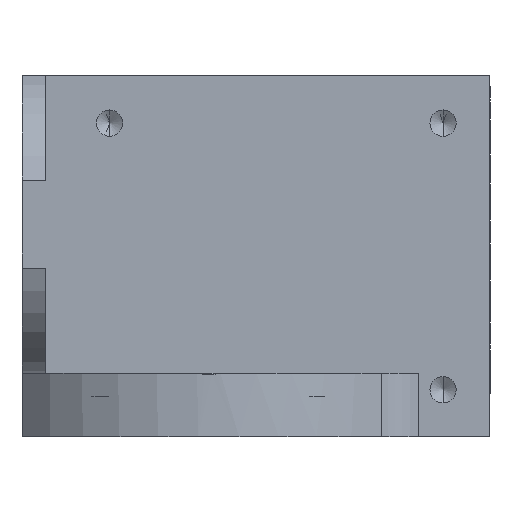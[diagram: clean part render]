
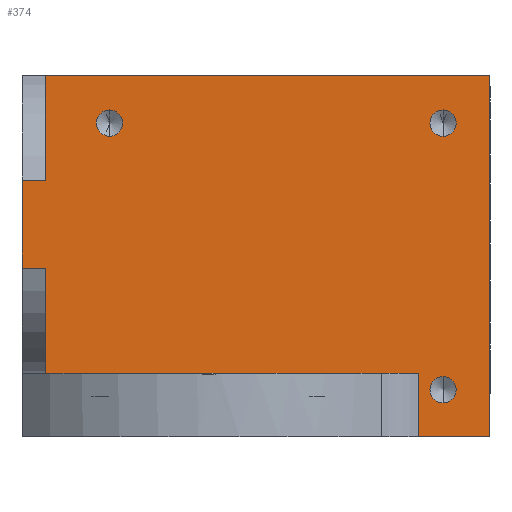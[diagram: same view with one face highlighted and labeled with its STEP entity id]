
A CAD part, front view. The second image highlights one B-rep face of the part: STEP entity #374.
In plain terms, the highlighted planar face has unit normal (0, -1, 0).
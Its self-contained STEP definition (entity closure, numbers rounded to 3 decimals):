
#22 = FACE_BOUND ( 'NONE', #174, .T. ) ;
#29 = AXIS2_PLACEMENT_3D ( 'NONE', #67, #1008, #1557 ) ;
#37 = DIRECTION ( 'NONE',  ( 0., 0., 1. ) ) ;
#49 = CARTESIAN_POINT ( 'NONE',  ( 35.341, -18.7, 0. ) ) ;
#62 = CARTESIAN_POINT ( 'NONE',  ( 23.459, -18.7, 0. ) ) ;
#67 = CARTESIAN_POINT ( 'NONE',  ( 29.441, -18.7, 39.4 ) ) ;
#76 = DIRECTION ( 'NONE',  ( 1., 0., 0. ) ) ;
#88 = CARTESIAN_POINT ( 'NONE',  ( -20.459, -18.7, 45.4 ) ) ;
#94 = EDGE_LOOP ( 'NONE', ( #574, #1288 ) ) ;
#96 = LINE ( 'NONE', #88, #1032 ) ;
#108 = DIRECTION ( 'NONE',  ( 0., -1., 0. ) ) ;
#121 = VERTEX_POINT ( 'NONE', #1512 ) ;
#154 = CIRCLE ( 'NONE', #1820, 1.65 ) ;
#160 = EDGE_CURVE ( 'NONE', #1095, #2140, #1531, .T. ) ;
#174 = EDGE_LOOP ( 'NONE', ( #2277, #639 ) ) ;
#179 = CARTESIAN_POINT ( 'NONE',  ( 26.34, -18.7, 0. ) ) ;
#204 = LINE ( 'NONE', #1652, #1106 ) ;
#223 = CARTESIAN_POINT ( 'NONE',  ( 29.441, -18.7, 41.05 ) ) ;
#234 = ORIENTED_EDGE ( 'NONE', *, *, #2330, .T. ) ;
#265 = VECTOR ( 'NONE', #951, 1000. ) ;
#280 = EDGE_LOOP ( 'NONE', ( #2109, #2205 ) ) ;
#296 = CARTESIAN_POINT ( 'NONE',  ( -12.459, -18.7, 41.05 ) ) ;
#358 = ORIENTED_EDGE ( 'NONE', *, *, #1571, .T. ) ;
#374 = ADVANCED_FACE ( 'NONE', ( #22, #1488, #1303, #1147 ), #431, .T. ) ;
#379 = AXIS2_PLACEMENT_3D ( 'NONE', #1387, #447, #2128 ) ;
#380 = CARTESIAN_POINT ( 'NONE',  ( 35.341, -18.7, 45.4 ) ) ;
#414 = DIRECTION ( 'NONE',  ( 0., -1., 0. ) ) ;
#423 = EDGE_CURVE ( 'NONE', #1535, #1483, #1710, .T. ) ;
#431 = PLANE ( 'NONE',  #2043 ) ;
#441 = CARTESIAN_POINT ( 'NONE',  ( 23.459, -18.7, 0. ) ) ;
#444 = ORIENTED_EDGE ( 'NONE', *, *, #1423, .F. ) ;
#447 = DIRECTION ( 'NONE',  ( 0., -1., 0. ) ) ;
#463 = CIRCLE ( 'NONE', #1612, 1.65 ) ;
#482 = VERTEX_POINT ( 'NONE', #2326 ) ;
#508 = CARTESIAN_POINT ( 'NONE',  ( 29.441, -18.7, 39.4 ) ) ;
#527 = EDGE_CURVE ( 'NONE', #1639, #2258, #1572, .T. ) ;
#574 = ORIENTED_EDGE ( 'NONE', *, *, #2076, .F. ) ;
#578 = AXIS2_PLACEMENT_3D ( 'NONE', #1497, #2040, #585 ) ;
#585 = DIRECTION ( 'NONE',  ( 0., 0., -1. ) ) ;
#592 = DIRECTION ( 'NONE',  ( 1., 0., 0. ) ) ;
#603 = CARTESIAN_POINT ( 'NONE',  ( -12.459, -18.7, 37.75 ) ) ;
#619 = VECTOR ( 'NONE', #37, 1000. ) ;
#639 = ORIENTED_EDGE ( 'NONE', *, *, #917, .F. ) ;
#645 = EDGE_CURVE ( 'NONE', #121, #482, #2179, .T. ) ;
#667 = DIRECTION ( 'NONE',  ( 0., -1., 0. ) ) ;
#716 = CARTESIAN_POINT ( 'NONE',  ( -20.459, -18.7, 32.228 ) ) ;
#742 = DIRECTION ( 'NONE',  ( 0., 0., -1. ) ) ;
#762 = ORIENTED_EDGE ( 'NONE', *, *, #1831, .F. ) ;
#792 = ORIENTED_EDGE ( 'NONE', *, *, #1381, .F. ) ;
#802 = DIRECTION ( 'NONE',  ( 0., -1., 0. ) ) ;
#882 = DIRECTION ( 'NONE',  ( -1., 0., 0. ) ) ;
#912 = ORIENTED_EDGE ( 'NONE', *, *, #423, .T. ) ;
#917 = EDGE_CURVE ( 'NONE', #2013, #1064, #1271, .T. ) ;
#951 = DIRECTION ( 'NONE',  ( 0., 0., 1. ) ) ;
#971 = ORIENTED_EDGE ( 'NONE', *, *, #527, .T. ) ;
#976 = DIRECTION ( 'NONE',  ( 0., 0., -1. ) ) ;
#988 = ORIENTED_EDGE ( 'NONE', *, *, #160, .T. ) ;
#1002 = CARTESIAN_POINT ( 'NONE',  ( -12.459, -18.7, 39.4 ) ) ;
#1008 = DIRECTION ( 'NONE',  ( 0., -1., 0. ) ) ;
#1032 = VECTOR ( 'NONE', #2309, 1000. ) ;
#1044 = ORIENTED_EDGE ( 'NONE', *, *, #1452, .T. ) ;
#1062 = CARTESIAN_POINT ( 'NONE',  ( 29.441, -18.7, 37.75 ) ) ;
#1064 = VERTEX_POINT ( 'NONE', #603 ) ;
#1084 = VERTEX_POINT ( 'NONE', #223 ) ;
#1085 = CARTESIAN_POINT ( 'NONE',  ( -20.459, -18.7, 21.172 ) ) ;
#1095 = VERTEX_POINT ( 'NONE', #1704 ) ;
#1106 = VECTOR ( 'NONE', #2391, 1000. ) ;
#1128 = LINE ( 'NONE', #380, #1785 ) ;
#1134 = DIRECTION ( 'NONE',  ( 0., 0., -1. ) ) ;
#1144 = EDGE_CURVE ( 'NONE', #1064, #2013, #463, .T. ) ;
#1147 = FACE_OUTER_BOUND ( 'NONE', #2182, .T. ) ;
#1161 = LINE ( 'NONE', #179, #1972 ) ;
#1224 = EDGE_CURVE ( 'NONE', #1084, #1718, #2386, .T. ) ;
#1225 = DIRECTION ( 'NONE',  ( 1., 0., 0. ) ) ;
#1260 = DIRECTION ( 'NONE',  ( 0., 0., -1. ) ) ;
#1271 = CIRCLE ( 'NONE', #1660, 1.65 ) ;
#1288 = ORIENTED_EDGE ( 'NONE', *, *, #1224, .F. ) ;
#1302 = EDGE_CURVE ( 'NONE', #1366, #1757, #1853, .T. ) ;
#1303 = FACE_BOUND ( 'NONE', #280, .T. ) ;
#1307 = VERTEX_POINT ( 'NONE', #1765 ) ;
#1309 = DIRECTION ( 'NONE',  ( 1., 0., 0. ) ) ;
#1337 = CARTESIAN_POINT ( 'NONE',  ( -20.459, -18.7, 32.228 ) ) ;
#1344 = VECTOR ( 'NONE', #1309, 1000. ) ;
#1366 = VERTEX_POINT ( 'NONE', #2057 ) ;
#1367 = CARTESIAN_POINT ( 'NONE',  ( 35.341, -18.7, 0. ) ) ;
#1381 = EDGE_CURVE ( 'NONE', #1639, #482, #204, .T. ) ;
#1387 = CARTESIAN_POINT ( 'NONE',  ( 29.441, -18.7, 5.9 ) ) ;
#1391 = VECTOR ( 'NONE', #882, 1000. ) ;
#1401 = EDGE_CURVE ( 'NONE', #1757, #1366, #1736, .T. ) ;
#1423 = EDGE_CURVE ( 'NONE', #121, #2248, #1689, .T. ) ;
#1452 = EDGE_CURVE ( 'NONE', #2140, #1307, #1161, .T. ) ;
#1483 = VERTEX_POINT ( 'NONE', #1867 ) ;
#1488 = FACE_BOUND ( 'NONE', #94, .T. ) ;
#1492 = CARTESIAN_POINT ( 'NONE',  ( 35.341, -18.7, 8. ) ) ;
#1497 = CARTESIAN_POINT ( 'NONE',  ( 29.441, -18.7, 5.9 ) ) ;
#1512 = CARTESIAN_POINT ( 'NONE',  ( -20.459, -18.7, 32.228 ) ) ;
#1531 = LINE ( 'NONE', #1492, #1344 ) ;
#1535 = VERTEX_POINT ( 'NONE', #1367 ) ;
#1557 = DIRECTION ( 'NONE',  ( 0., 0., -1. ) ) ;
#1571 = EDGE_CURVE ( 'NONE', #2258, #1095, #96, .T. ) ;
#1572 = LINE ( 'NONE', #1786, #1657 ) ;
#1574 = CARTESIAN_POINT ( 'NONE',  ( 26.34, -18.7, 8. ) ) ;
#1612 = AXIS2_PLACEMENT_3D ( 'NONE', #2055, #802, #976 ) ;
#1639 = VERTEX_POINT ( 'NONE', #1974 ) ;
#1646 = ORIENTED_EDGE ( 'NONE', *, *, #645, .T. ) ;
#1652 = CARTESIAN_POINT ( 'NONE',  ( -23.459, -18.7, 45.4 ) ) ;
#1657 = VECTOR ( 'NONE', #1225, 1000. ) ;
#1660 = AXIS2_PLACEMENT_3D ( 'NONE', #1002, #108, #1942 ) ;
#1689 = LINE ( 'NONE', #1337, #265 ) ;
#1704 = CARTESIAN_POINT ( 'NONE',  ( -20.459, -18.7, 8. ) ) ;
#1710 = LINE ( 'NONE', #49, #619 ) ;
#1718 = VERTEX_POINT ( 'NONE', #1062 ) ;
#1724 = LINE ( 'NONE', #62, #1822 ) ;
#1736 = CIRCLE ( 'NONE', #578, 1.65 ) ;
#1757 = VERTEX_POINT ( 'NONE', #2176 ) ;
#1765 = CARTESIAN_POINT ( 'NONE',  ( 26.34, -18.7, 0. ) ) ;
#1785 = VECTOR ( 'NONE', #592, 1000. ) ;
#1786 = CARTESIAN_POINT ( 'NONE',  ( -23.459, -18.7, 21.172 ) ) ;
#1820 = AXIS2_PLACEMENT_3D ( 'NONE', #508, #667, #1260 ) ;
#1822 = VECTOR ( 'NONE', #76, 1000. ) ;
#1831 = EDGE_CURVE ( 'NONE', #2248, #1483, #1128, .T. ) ;
#1853 = CIRCLE ( 'NONE', #379, 1.65 ) ;
#1867 = CARTESIAN_POINT ( 'NONE',  ( 35.341, -18.7, 45.4 ) ) ;
#1942 = DIRECTION ( 'NONE',  ( 0., 0., -1. ) ) ;
#1972 = VECTOR ( 'NONE', #742, 1000. ) ;
#1974 = CARTESIAN_POINT ( 'NONE',  ( -23.459, -18.7, 21.172 ) ) ;
#2013 = VERTEX_POINT ( 'NONE', #296 ) ;
#2014 = CARTESIAN_POINT ( 'NONE',  ( -20.459, -18.7, 45.4 ) ) ;
#2040 = DIRECTION ( 'NONE',  ( 0., -1., 0. ) ) ;
#2043 = AXIS2_PLACEMENT_3D ( 'NONE', #441, #414, #1134 ) ;
#2055 = CARTESIAN_POINT ( 'NONE',  ( -12.459, -18.7, 39.4 ) ) ;
#2057 = CARTESIAN_POINT ( 'NONE',  ( 29.441, -18.7, 7.55 ) ) ;
#2076 = EDGE_CURVE ( 'NONE', #1718, #1084, #154, .T. ) ;
#2109 = ORIENTED_EDGE ( 'NONE', *, *, #1401, .F. ) ;
#2128 = DIRECTION ( 'NONE',  ( 0., 0., -1. ) ) ;
#2140 = VERTEX_POINT ( 'NONE', #1574 ) ;
#2176 = CARTESIAN_POINT ( 'NONE',  ( 29.441, -18.7, 4.25 ) ) ;
#2179 = LINE ( 'NONE', #716, #1391 ) ;
#2182 = EDGE_LOOP ( 'NONE', ( #988, #1044, #234, #912, #762, #444, #1646, #792, #971, #358 ) ) ;
#2205 = ORIENTED_EDGE ( 'NONE', *, *, #1302, .F. ) ;
#2248 = VERTEX_POINT ( 'NONE', #2014 ) ;
#2258 = VERTEX_POINT ( 'NONE', #1085 ) ;
#2277 = ORIENTED_EDGE ( 'NONE', *, *, #1144, .F. ) ;
#2309 = DIRECTION ( 'NONE',  ( 0., 0., -1. ) ) ;
#2326 = CARTESIAN_POINT ( 'NONE',  ( -23.459, -18.7, 32.228 ) ) ;
#2330 = EDGE_CURVE ( 'NONE', #1307, #1535, #1724, .T. ) ;
#2386 = CIRCLE ( 'NONE', #29, 1.65 ) ;
#2391 = DIRECTION ( 'NONE',  ( 0., 0., 1. ) ) ;
